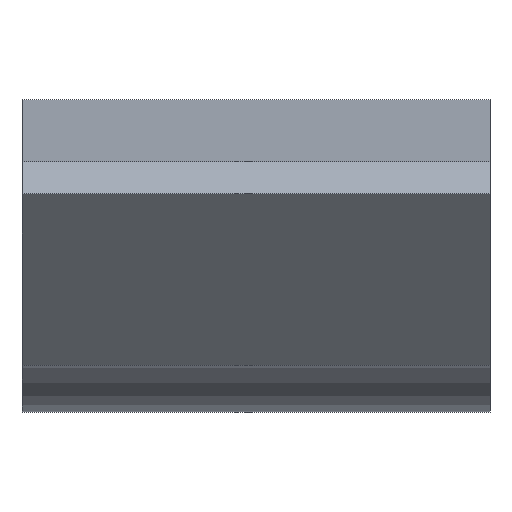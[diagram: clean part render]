
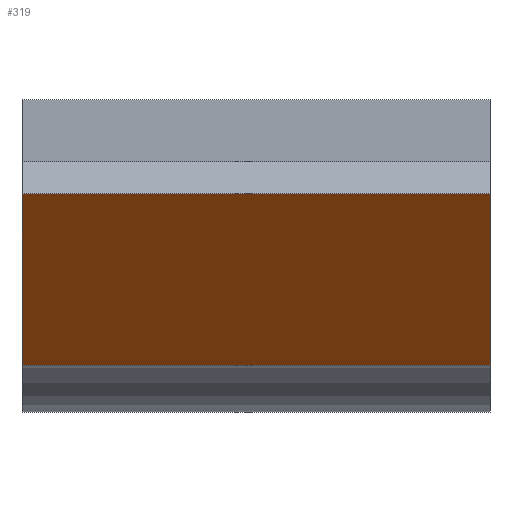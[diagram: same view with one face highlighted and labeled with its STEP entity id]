
A CAD part, top view. The second image highlights one B-rep face of the part: STEP entity #319.
In plain terms, the highlighted planar face has unit normal (0, -0.911, 0.413).
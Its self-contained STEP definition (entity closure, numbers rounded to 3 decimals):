
#3 = EDGE_CURVE ( 'NONE', #431, #517, #315, .T. ) ;
#12 = LINE ( 'NONE', #438, #592 ) ;
#40 = CARTESIAN_POINT ( 'NONE',  ( 30., -34.48, 15.632 ) ) ;
#43 = LINE ( 'NONE', #638, #536 ) ;
#74 = CARTESIAN_POINT ( 'NONE',  ( -30., -12.098, 65. ) ) ;
#106 = DIRECTION ( 'NONE',  ( -1., 0., 0. ) ) ;
#132 = PLANE ( 'NONE',  #580 ) ;
#149 = CARTESIAN_POINT ( 'NONE',  ( 30., -33.979, 16.738 ) ) ;
#162 = DIRECTION ( 'NONE',  ( -1., 0., 0. ) ) ;
#207 = VERTEX_POINT ( 'NONE', #74 ) ;
#213 = VECTOR ( 'NONE', #476, 1000. ) ;
#215 = ORIENTED_EDGE ( 'NONE', *, *, #533, .F. ) ;
#220 = ORIENTED_EDGE ( 'NONE', *, *, #3, .F. ) ;
#232 = VERTEX_POINT ( 'NONE', #550 ) ;
#245 = CARTESIAN_POINT ( 'NONE',  ( 30., -33.979, 16.738 ) ) ;
#315 = LINE ( 'NONE', #149, #454 ) ;
#319 = ADVANCED_FACE ( 'NONE', ( #575 ), #132, .F. ) ;
#363 = CARTESIAN_POINT ( 'NONE',  ( -30., -33.979, 16.738 ) ) ;
#419 = EDGE_LOOP ( 'NONE', ( #496, #220, #215, #632 ) ) ;
#431 = VERTEX_POINT ( 'NONE', #245 ) ;
#438 = CARTESIAN_POINT ( 'NONE',  ( 30., -12.098, 65. ) ) ;
#454 = VECTOR ( 'NONE', #106, 1000. ) ;
#473 = LINE ( 'NONE', #532, #213 ) ;
#476 = DIRECTION ( 'NONE',  ( 0., -0.413, -0.911 ) ) ;
#495 = EDGE_CURVE ( 'NONE', #207, #517, #473, .T. ) ;
#496 = ORIENTED_EDGE ( 'NONE', *, *, #495, .T. ) ;
#516 = DIRECTION ( 'NONE',  ( 0., 0.413, 0.911 ) ) ;
#517 = VERTEX_POINT ( 'NONE', #363 ) ;
#532 = CARTESIAN_POINT ( 'NONE',  ( -30., -34.48, 15.632 ) ) ;
#533 = EDGE_CURVE ( 'NONE', #232, #431, #43, .T. ) ;
#536 = VECTOR ( 'NONE', #588, 1000. ) ;
#550 = CARTESIAN_POINT ( 'NONE',  ( 30., -12.098, 65. ) ) ;
#575 = FACE_OUTER_BOUND ( 'NONE', #419, .T. ) ;
#580 = AXIS2_PLACEMENT_3D ( 'NONE', #40, #670, #516 ) ;
#588 = DIRECTION ( 'NONE',  ( 0., -0.413, -0.911 ) ) ;
#592 = VECTOR ( 'NONE', #162, 1000. ) ;
#628 = EDGE_CURVE ( 'NONE', #232, #207, #12, .T. ) ;
#632 = ORIENTED_EDGE ( 'NONE', *, *, #628, .T. ) ;
#638 = CARTESIAN_POINT ( 'NONE',  ( 30., -34.48, 15.632 ) ) ;
#670 = DIRECTION ( 'NONE',  ( 0., 0.911, -0.413 ) ) ;
